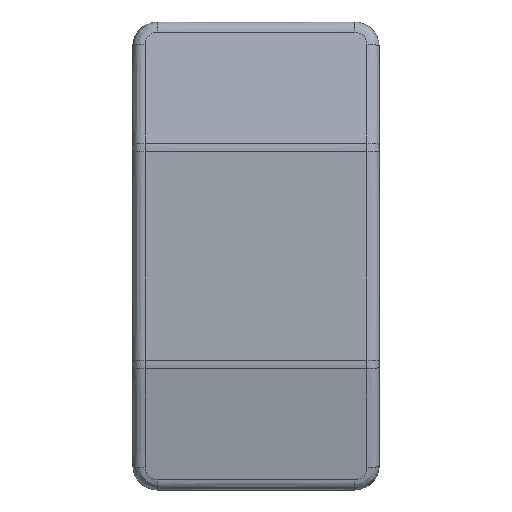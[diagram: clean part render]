
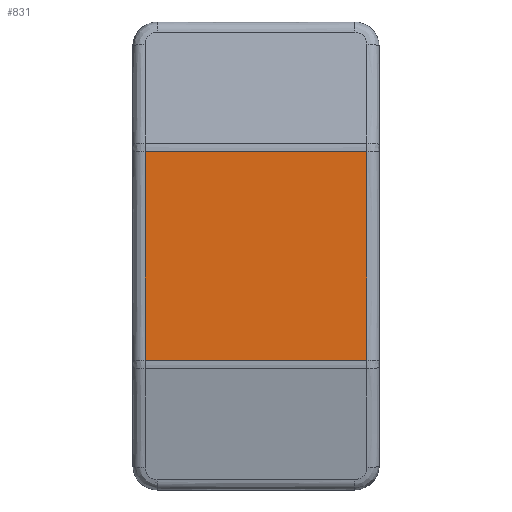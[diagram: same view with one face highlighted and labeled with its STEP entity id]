
A CAD part, top view. The second image highlights one B-rep face of the part: STEP entity #831.
In plain terms, the highlighted planar face has unit normal (0, 0, 1).
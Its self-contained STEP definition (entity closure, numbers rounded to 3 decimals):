
#81=PLANE('',#909);
#123=FACE_OUTER_BOUND('',#171,.T.);
#171=EDGE_LOOP('',(#739,#740,#741,#742));
#233=LINE('',#1398,#303);
#238=LINE('',#1735,#308);
#244=LINE('',#1983,#314);
#245=LINE('',#1984,#315);
#303=VECTOR('',#1049,10.);
#308=VECTOR('',#1062,10.);
#314=VECTOR('',#1080,10.);
#315=VECTOR('',#1081,10.);
#395=VERTEX_POINT('',#1341);
#397=VERTEX_POINT('',#1390);
#406=VERTEX_POINT('',#1686);
#407=VERTEX_POINT('',#1727);
#495=EDGE_CURVE('',#397,#395,#233,.T.);
#514=EDGE_CURVE('',#407,#406,#238,.T.);
#530=EDGE_CURVE('',#395,#407,#244,.T.);
#531=EDGE_CURVE('',#406,#397,#245,.T.);
#739=ORIENTED_EDGE('',*,*,#514,.F.);
#740=ORIENTED_EDGE('',*,*,#530,.F.);
#741=ORIENTED_EDGE('',*,*,#495,.F.);
#742=ORIENTED_EDGE('',*,*,#531,.F.);
#831=ADVANCED_FACE('',(#123),#81,.T.);
#909=AXIS2_PLACEMENT_3D('',#1982,#1078,#1079);
#1049=DIRECTION('',(0.,-1.,0.));
#1062=DIRECTION('',(0.,1.,0.));
#1078=DIRECTION('center_axis',(0.,0.,1.));
#1079=DIRECTION('ref_axis',(0.,1.,0.));
#1080=DIRECTION('',(-1.,0.,0.));
#1081=DIRECTION('',(1.,0.,0.));
#1341=CARTESIAN_POINT('',(4.5,-4.236,1.897));
#1390=CARTESIAN_POINT('',(4.5,4.236,1.897));
#1398=CARTESIAN_POINT('',(4.5,-6.955,1.897));
#1686=CARTESIAN_POINT('',(-4.5,4.236,1.897));
#1727=CARTESIAN_POINT('',(-4.5,-4.236,1.897));
#1735=CARTESIAN_POINT('',(-4.5,2.545,1.897));
#1982=CARTESIAN_POINT('Origin',(5.,-4.411,1.897));
#1983=CARTESIAN_POINT('',(5.,-4.236,1.897));
#1984=CARTESIAN_POINT('',(5.,4.236,1.897));
